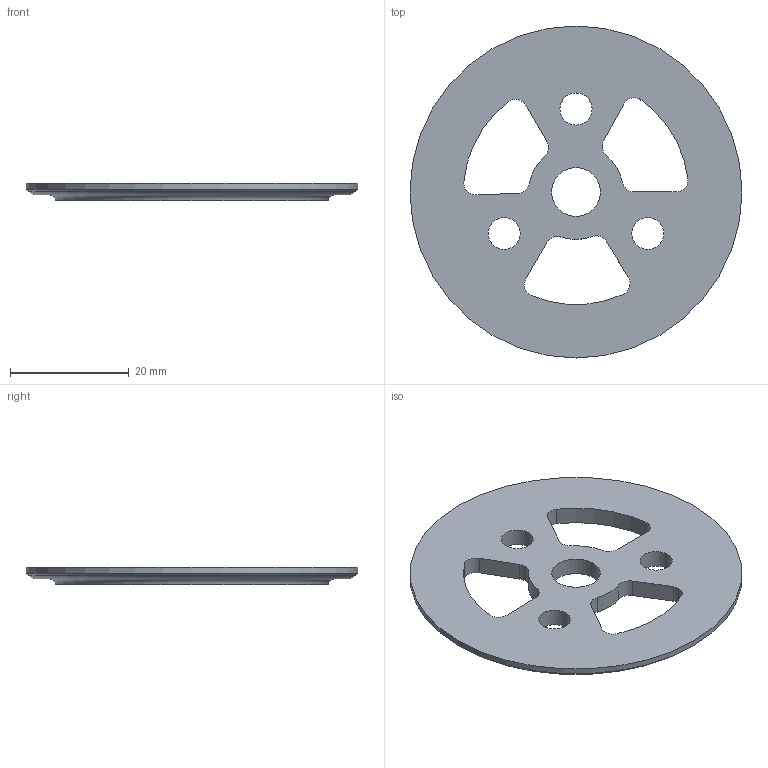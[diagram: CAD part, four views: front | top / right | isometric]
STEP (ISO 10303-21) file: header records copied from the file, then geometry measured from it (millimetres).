
FILE_DESCRIPTION( ( 'Unknown' ), '1' );
FILE_NAME( 'Z-toothed-pulley-rim.stp', 'Unknown', ( 'Ed Sells' ), ( 'University of Bath' ), 'XStep 1.0', 'Solid Edge v19', ' ' );
FILE_SCHEMA( ( 'CONFIG_CONTROL_DESIGN' ) );
Length unit declared in the file: millimetre
Products named in the file (1): 1
Bounding box: 56 x 56 x 3 mm (x, y, z)
Volume: 4747.8 mm3; surface area: 4720.8 mm2
Topology: 1 solids, 1 shells, 35 faces, 100 edges, 68 vertices
Faces by surface type: cylinder 23, plane 9, torus 2, cone 1
Full cylindrical faces by diameter (mm): 5.4 x3, 8.2 x1, 56 x1
Entity records: 1154 total; most frequent: DIRECTION 208, CARTESIAN_POINT 184, ORIENTED_EDGE 172, AXIS2_PLACEMENT_3D 86, EDGE_CURVE 86, VERTEX_POINT 62, EDGE_LOOP 58, CIRCLE 50
